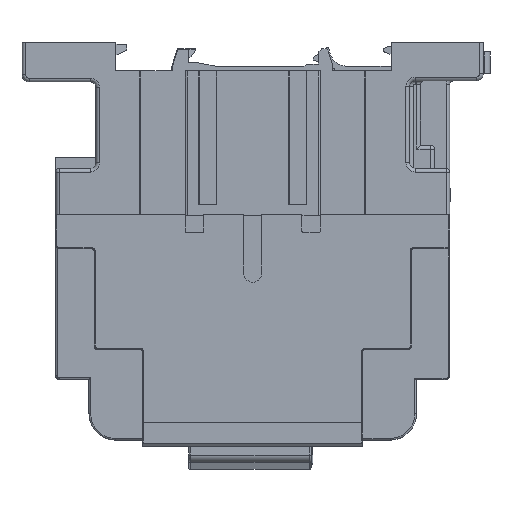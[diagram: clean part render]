
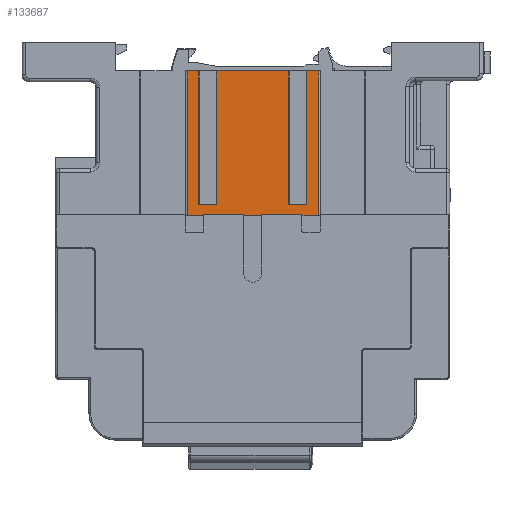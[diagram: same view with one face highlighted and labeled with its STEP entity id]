
A CAD part, left-side view. The second image highlights one B-rep face of the part: STEP entity #133687.
In plain terms, the highlighted planar face has unit normal (-1, 0, 0).
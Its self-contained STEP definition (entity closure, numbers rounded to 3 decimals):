
#29434=DIRECTION('',(0.,-1.,0.));
#29435=VECTOR('',#29434,11.);
#29436=CARTESIAN_POINT('',(0.,76.75,-47.2));
#29437=LINE('',#29436,#29435);
#29438=DIRECTION('',(0.,0.,1.));
#29439=VECTOR('',#29438,0.3);
#29440=CARTESIAN_POINT('',(0.,76.75,-47.5));
#29441=LINE('',#29440,#29439);
#29442=DIRECTION('',(0.,1.,0.));
#29443=VECTOR('',#29442,4.5);
#29444=CARTESIAN_POINT('',(0.,76.75,-47.5));
#29445=LINE('',#29444,#29443);
#29446=DIRECTION('',(0.,0.,-1.));
#29447=VECTOR('',#29446,39.7);
#29448=CARTESIAN_POINT('',(0.,81.25,-7.8));
#29449=LINE('',#29448,#29447);
#29450=DIRECTION('',(0.,1.,0.));
#29451=VECTOR('',#29450,3.14);
#29452=CARTESIAN_POINT('',(0.,78.11,-7.8));
#29453=LINE('',#29452,#29451);
#29454=DIRECTION('',(0.,0.,1.));
#29455=VECTOR('',#29454,36.7);
#29456=CARTESIAN_POINT('',(0.,78.11,-44.5));
#29457=LINE('',#29456,#29455);
#29458=DIRECTION('',(0.,0.,-1.));
#29459=VECTOR('',#29458,36.7);
#29460=CARTESIAN_POINT('',(0.,73.1,-7.8));
#29461=LINE('',#29460,#29459);
#29462=DIRECTION('',(0.,1.,0.));
#29463=VECTOR('',#29462,19.7);
#29464=CARTESIAN_POINT('',(0.,53.4,-7.8));
#29465=LINE('',#29464,#29463);
#29466=DIRECTION('',(0.,0.,1.));
#29467=VECTOR('',#29466,36.7);
#29468=CARTESIAN_POINT('',(0.,53.4,-44.5));
#29469=LINE('',#29468,#29467);
#29470=DIRECTION('',(0.,0.,-1.));
#29471=VECTOR('',#29470,36.7);
#29472=CARTESIAN_POINT('',(0.,48.39,-7.8));
#29473=LINE('',#29472,#29471);
#29474=DIRECTION('',(0.,1.,0.));
#29475=VECTOR('',#29474,3.14);
#29476=CARTESIAN_POINT('',(0.,45.25,-7.8));
#29477=LINE('',#29476,#29475);
#29478=DIRECTION('',(0.,0.,1.));
#29479=VECTOR('',#29478,39.7);
#29480=CARTESIAN_POINT('',(0.,45.25,-47.5));
#29481=LINE('',#29480,#29479);
#29482=DIRECTION('',(0.,1.,0.));
#29483=VECTOR('',#29482,4.5);
#29484=CARTESIAN_POINT('',(0.,45.25,-47.5));
#29485=LINE('',#29484,#29483);
#29486=DIRECTION('',(0.,0.,1.));
#29487=VECTOR('',#29486,0.3);
#29488=CARTESIAN_POINT('',(0.,49.75,-47.5));
#29489=LINE('',#29488,#29487);
#29490=DIRECTION('',(0.,-1.,0.));
#29491=VECTOR('',#29490,11.);
#29492=CARTESIAN_POINT('',(0.,60.75,-47.2));
#29493=LINE('',#29492,#29491);
#29494=DIRECTION('',(0.,0.,1.));
#29495=VECTOR('',#29494,0.3);
#29496=CARTESIAN_POINT('',(0.,60.75,-47.5));
#29497=LINE('',#29496,#29495);
#29498=DIRECTION('',(0.,1.,0.));
#29499=VECTOR('',#29498,5.);
#29500=CARTESIAN_POINT('',(0.,60.75,-47.5));
#29501=LINE('',#29500,#29499);
#29502=DIRECTION('',(0.,0.,1.));
#29503=VECTOR('',#29502,0.3);
#29504=CARTESIAN_POINT('',(0.,65.75,-47.5));
#29505=LINE('',#29504,#29503);
#29860=DIRECTION('',(0.,1.,0.));
#29861=VECTOR('',#29860,5.01);
#29862=CARTESIAN_POINT('',(0.,73.1,-44.5));
#29863=LINE('',#29862,#29861);
#30085=DIRECTION('',(0.,1.,0.));
#30086=VECTOR('',#30085,5.01);
#30087=CARTESIAN_POINT('',(0.,48.39,-44.5));
#30088=LINE('',#30087,#30086);
#81551=CARTESIAN_POINT('',(0.,45.25,-7.8));
#81552=VERTEX_POINT('',#81551);
#81553=CARTESIAN_POINT('',(0.,81.25,-7.8));
#81554=VERTEX_POINT('',#81553);
#81575=CARTESIAN_POINT('',(0.,45.25,-47.5));
#81576=VERTEX_POINT('',#81575);
#81577=CARTESIAN_POINT('',(0.,81.25,-47.5));
#81578=VERTEX_POINT('',#81577);
#84551=CARTESIAN_POINT('',(0.,78.11,-7.8));
#84553=VERTEX_POINT('',#84551);
#84557=CARTESIAN_POINT('',(0.,78.11,-44.5));
#84558=VERTEX_POINT('',#84557);
#84563=CARTESIAN_POINT('',(0.,48.39,-7.8));
#84564=VERTEX_POINT('',#84563);
#84565=CARTESIAN_POINT('',(0.,48.39,-44.5));
#84566=VERTEX_POINT('',#84565);
#84571=CARTESIAN_POINT('',(0.,73.1,-7.8));
#84572=VERTEX_POINT('',#84571);
#84573=CARTESIAN_POINT('',(0.,73.1,-44.5));
#84574=VERTEX_POINT('',#84573);
#84575=CARTESIAN_POINT('',(0.,53.4,-7.8));
#84577=VERTEX_POINT('',#84575);
#84581=CARTESIAN_POINT('',(0.,53.4,-44.5));
#84582=VERTEX_POINT('',#84581);
#90840=CARTESIAN_POINT('',(0.,76.75,-47.2));
#90841=CARTESIAN_POINT('',(0.,65.75,-47.2));
#90842=VERTEX_POINT('',#90840);
#90843=VERTEX_POINT('',#90841);
#90844=CARTESIAN_POINT('',(0.,60.75,-47.2));
#90845=CARTESIAN_POINT('',(0.,49.75,-47.2));
#90846=VERTEX_POINT('',#90844);
#90847=VERTEX_POINT('',#90845);
#90852=CARTESIAN_POINT('',(0.,76.75,-47.5));
#90853=VERTEX_POINT('',#90852);
#90854=CARTESIAN_POINT('',(0.,49.75,-47.5));
#90855=VERTEX_POINT('',#90854);
#90856=CARTESIAN_POINT('',(0.,60.75,-47.5));
#90857=VERTEX_POINT('',#90856);
#90858=CARTESIAN_POINT('',(0.,65.75,-47.5));
#90859=VERTEX_POINT('',#90858);
#133642=CARTESIAN_POINT('',(0.,63.25,-47.5));
#133643=DIRECTION('',(1.,0.,0.));
#133644=DIRECTION('',(0.,-1.,0.));
#133645=AXIS2_PLACEMENT_3D('',#133642,#133643,#133644);
#133646=PLANE('',#133645);
#133648=ORIENTED_EDGE('',*,*,#133647,.F.);
#133650=ORIENTED_EDGE('',*,*,#133649,.F.);
#133652=ORIENTED_EDGE('',*,*,#133651,.T.);
#133654=ORIENTED_EDGE('',*,*,#133653,.F.);
#133656=ORIENTED_EDGE('',*,*,#133655,.F.);
#133658=ORIENTED_EDGE('',*,*,#133657,.F.);
#133660=ORIENTED_EDGE('',*,*,#133659,.F.);
#133662=ORIENTED_EDGE('',*,*,#133661,.F.);
#133664=ORIENTED_EDGE('',*,*,#133663,.F.);
#133666=ORIENTED_EDGE('',*,*,#133665,.F.);
#133668=ORIENTED_EDGE('',*,*,#133667,.F.);
#133670=ORIENTED_EDGE('',*,*,#133669,.F.);
#133672=ORIENTED_EDGE('',*,*,#133671,.F.);
#133674=ORIENTED_EDGE('',*,*,#133673,.F.);
#133675=ORIENTED_EDGE('',*,*,#133613,.T.);
#133676=ORIENTED_EDGE('',*,*,#133630,.T.);
#133678=ORIENTED_EDGE('',*,*,#133677,.F.);
#133680=ORIENTED_EDGE('',*,*,#133679,.F.);
#133682=ORIENTED_EDGE('',*,*,#133681,.T.);
#133684=ORIENTED_EDGE('',*,*,#133683,.T.);
#133685=EDGE_LOOP('',(#133648,#133650,#133652,#133654,#133656,#133658,#133660,
#133662,#133664,#133666,#133668,#133670,#133672,#133674,#133675,#133676,#133678,
#133680,#133682,#133684));
#133686=FACE_OUTER_BOUND('',#133685,.F.);
#133687=ADVANCED_FACE('',(#133686),#133646,.F.);
#133613=EDGE_CURVE('',#81576,#90855,#29485,.T.);
#133630=EDGE_CURVE('',#90855,#90847,#29489,.T.);
#133647=EDGE_CURVE('',#90842,#90843,#29437,.T.);
#133649=EDGE_CURVE('',#90853,#90842,#29441,.T.);
#133651=EDGE_CURVE('',#90853,#81578,#29445,.T.);
#133653=EDGE_CURVE('',#81554,#81578,#29449,.T.);
#133655=EDGE_CURVE('',#84553,#81554,#29453,.T.);
#133657=EDGE_CURVE('',#84558,#84553,#29457,.T.);
#133659=EDGE_CURVE('',#84574,#84558,#29863,.T.);
#133661=EDGE_CURVE('',#84572,#84574,#29461,.T.);
#133663=EDGE_CURVE('',#84577,#84572,#29465,.T.);
#133665=EDGE_CURVE('',#84582,#84577,#29469,.T.);
#133667=EDGE_CURVE('',#84566,#84582,#30088,.T.);
#133669=EDGE_CURVE('',#84564,#84566,#29473,.T.);
#133671=EDGE_CURVE('',#81552,#84564,#29477,.T.);
#133673=EDGE_CURVE('',#81576,#81552,#29481,.T.);
#133677=EDGE_CURVE('',#90846,#90847,#29493,.T.);
#133679=EDGE_CURVE('',#90857,#90846,#29497,.T.);
#133681=EDGE_CURVE('',#90857,#90859,#29501,.T.);
#133683=EDGE_CURVE('',#90859,#90843,#29505,.T.);
